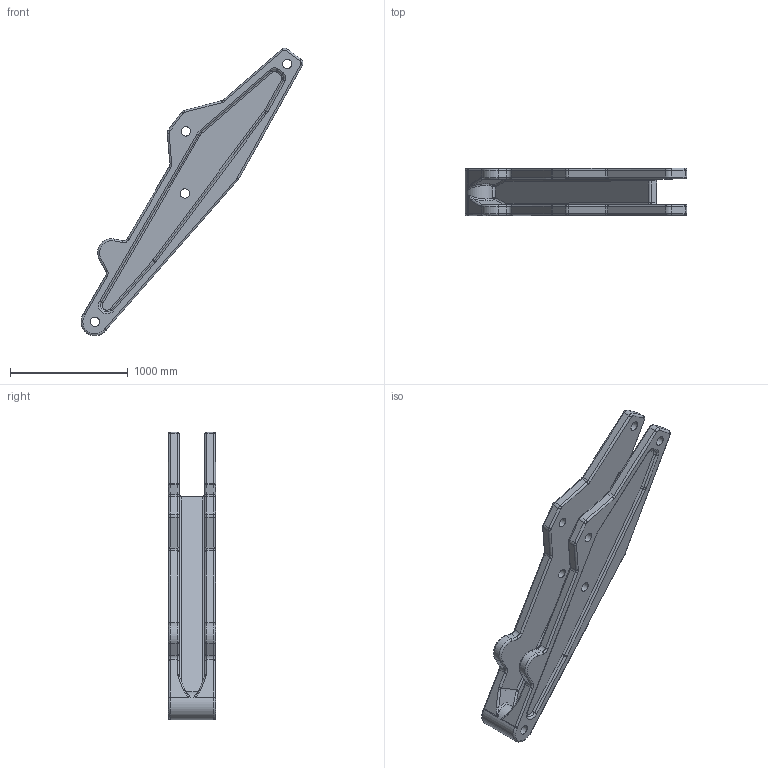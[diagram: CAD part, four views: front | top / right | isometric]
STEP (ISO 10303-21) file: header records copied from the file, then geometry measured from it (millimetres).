
FILE_DESCRIPTION( ( '' ), ' ' );
FILE_NAME( '5836a6ea52526810fcad872a.step', '2016-11-24T08:38:03', ( '' ), ( '' ), ' ', ' ', ' ' );
FILE_SCHEMA( ( 'AUTOMOTIVE_DESIGN { 1 0 10303 214 1 1 1 1 }' ) );
Length unit declared in the file: metre
Products named in the file (1): Boom
Bounding box: 1885.74 x 399.96 x 2443.03 mm (x, y, z)
Volume: 249702510.1 mm3; surface area: 7075106.4 mm2
Topology: 1 solids, 1 shells, 223 faces, 526 edges, 303 vertices
Faces by surface type: cylinder 109, torus 70, plane 30, bspline 12, sphere 2
Full cylindrical faces by diameter (mm): 79.2 x7
Entity records: 9932 total; most frequent: CARTESIAN_POINT 2896, DIRECTION 1242, ORIENTED_EDGE 1024, AXIS2_PLACEMENT_3D 526, EDGE_CURVE 512, VERTEX_POINT 300, CIRCLE 298, EDGE_LOOP 246
